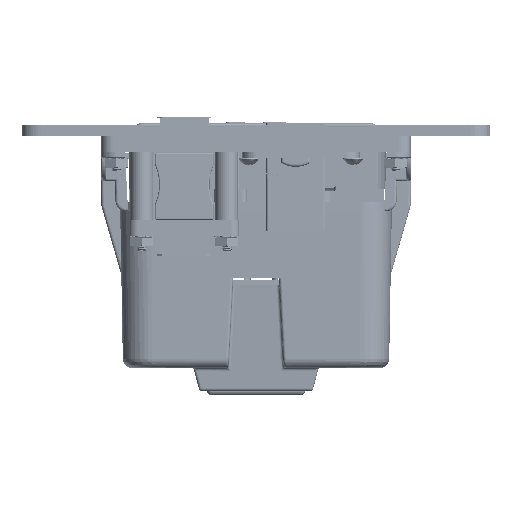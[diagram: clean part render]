
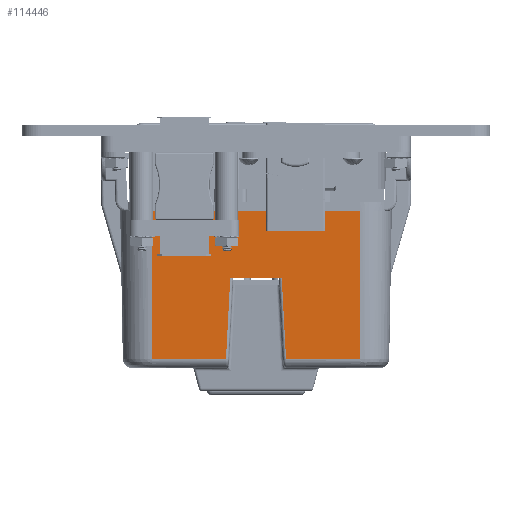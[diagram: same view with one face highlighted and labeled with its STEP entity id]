
A CAD part, front view. The second image highlights one B-rep face of the part: STEP entity #114446.
In plain terms, the highlighted face is planar.
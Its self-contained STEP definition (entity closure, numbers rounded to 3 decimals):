
#11823 = CARTESIAN_POINT ( 'NONE',  ( 23.981, 28.553, -2.54 ) ) ;
#12944 = LINE ( 'NONE', #11823, #25140 ) ;
#13245 = LINE ( 'NONE', #31519, #42782 ) ;
#16142 = ORIENTED_EDGE ( 'NONE', *, *, #171114, .T. ) ;
#16224 = EDGE_CURVE ( 'NONE', #127467, #22492, #140463, .T. ) ;
#22492 = VERTEX_POINT ( 'NONE', #155625 ) ;
#25140 = VECTOR ( 'NONE', #117859, 1000. ) ;
#28246 = ORIENTED_EDGE ( 'NONE', *, *, #128261, .F. ) ;
#31519 = CARTESIAN_POINT ( 'NONE',  ( 23.658, 0., -21.031 ) ) ;
#36753 = EDGE_CURVE ( 'NONE', #100417, #55167, #214646, .T. ) ;
#40741 = VECTOR ( 'NONE', #214450, 1000. ) ;
#41673 = CARTESIAN_POINT ( 'NONE',  ( 23.658, -7.112, -21.031 ) ) ;
#42782 = VECTOR ( 'NONE', #168354, 1000. ) ;
#45601 = ORIENTED_EDGE ( 'NONE', *, *, #134021, .T. ) ;
#50434 = VECTOR ( 'NONE', #200365, 1000. ) ;
#55167 = VERTEX_POINT ( 'NONE', #73275 ) ;
#61866 = VECTOR ( 'NONE', #157484, 1000. ) ;
#62889 = VERTEX_POINT ( 'NONE', #41673 ) ;
#66307 = CARTESIAN_POINT ( 'NONE',  ( 23.981, 28.553, -2.54 ) ) ;
#66438 = CARTESIAN_POINT ( 'NONE',  ( 23.658, 7.112, -21.031 ) ) ;
#73275 = CARTESIAN_POINT ( 'NONE',  ( 23.981, -28.553, -2.54 ) ) ;
#73395 = EDGE_CURVE ( 'NONE', #108893, #222442, #80188, .T. ) ;
#74170 = CARTESIAN_POINT ( 'NONE',  ( 23.271, 28.553, -43.224 ) ) ;
#75256 = DIRECTION ( 'NONE',  ( 1., 0., -0.017 ) ) ;
#76384 = DIRECTION ( 'NONE',  ( -0.017, 0., -1. ) ) ;
#79747 = CARTESIAN_POINT ( 'NONE',  ( 23.981, 0., -2.54 ) ) ;
#80188 = LINE ( 'NONE', #132640, #155659 ) ;
#84249 = DIRECTION ( 'NONE',  ( 0.017, 0.052, 0.998 ) ) ;
#87381 = CARTESIAN_POINT ( 'NONE',  ( 23.271, 8.275, -43.224 ) ) ;
#95750 = FACE_OUTER_BOUND ( 'NONE', #159068, .T. ) ;
#97970 = PLANE ( 'NONE',  #127306 ) ;
#100417 = VERTEX_POINT ( 'NONE', #66307 ) ;
#108893 = VERTEX_POINT ( 'NONE', #66438 ) ;
#109838 = CARTESIAN_POINT ( 'NONE',  ( 23.981, 0., -2.54 ) ) ;
#114446 = ADVANCED_FACE ( 'NONE', ( #95750 ), #97970, .T. ) ;
#115110 = EDGE_CURVE ( 'NONE', #222442, #184851, #193889, .T. ) ;
#117859 = DIRECTION ( 'NONE',  ( 0.017, 0., 1. ) ) ;
#122973 = CARTESIAN_POINT ( 'NONE',  ( 23.659, -7.11, -20.991 ) ) ;
#123818 = CARTESIAN_POINT ( 'NONE',  ( 23.271, 28.553, -43.224 ) ) ;
#124325 = ORIENTED_EDGE ( 'NONE', *, *, #36753, .T. ) ;
#125933 = ORIENTED_EDGE ( 'NONE', *, *, #115110, .T. ) ;
#127306 = AXIS2_PLACEMENT_3D ( 'NONE', #79747, #75256, #76384 ) ;
#127467 = VERTEX_POINT ( 'NONE', #177013 ) ;
#128261 = EDGE_CURVE ( 'NONE', #108893, #62889, #13245, .T. ) ;
#130002 = EDGE_CURVE ( 'NONE', #55167, #127467, #217497, .T. ) ;
#132640 = CARTESIAN_POINT ( 'NONE',  ( 23.271, 8.273, -43.184 ) ) ;
#134021 = EDGE_CURVE ( 'NONE', #184851, #100417, #12944, .T. ) ;
#140463 = LINE ( 'NONE', #162039, #40741 ) ;
#146291 = DIRECTION ( 'NONE',  ( 0., -1., 0. ) ) ;
#149761 = DIRECTION ( 'NONE',  ( -0.017, 0.052, -0.998 ) ) ;
#155495 = VECTOR ( 'NONE', #84249, 1000. ) ;
#155625 = CARTESIAN_POINT ( 'NONE',  ( 23.271, -8.275, -43.224 ) ) ;
#155659 = VECTOR ( 'NONE', #149761, 1000. ) ;
#157484 = DIRECTION ( 'NONE',  ( 0., 1., 0. ) ) ;
#159068 = EDGE_LOOP ( 'NONE', ( #197775, #16142, #28246, #185211, #125933, #45601, #124325, #212306 ) ) ;
#162039 = CARTESIAN_POINT ( 'NONE',  ( 23.271, -7.644, -43.224 ) ) ;
#168354 = DIRECTION ( 'NONE',  ( 0., -1., 0. ) ) ;
#171114 = EDGE_CURVE ( 'NONE', #22492, #62889, #209540, .T. ) ;
#177013 = CARTESIAN_POINT ( 'NONE',  ( 23.271, -28.553, -43.224 ) ) ;
#182156 = CARTESIAN_POINT ( 'NONE',  ( 23.981, -28.553, -2.54 ) ) ;
#184851 = VERTEX_POINT ( 'NONE', #123818 ) ;
#185211 = ORIENTED_EDGE ( 'NONE', *, *, #73395, .T. ) ;
#193889 = LINE ( 'NONE', #74170, #61866 ) ;
#197775 = ORIENTED_EDGE ( 'NONE', *, *, #16224, .T. ) ;
#200365 = DIRECTION ( 'NONE',  ( -0.017, 0., -1. ) ) ;
#209540 = LINE ( 'NONE', #122973, #155495 ) ;
#211486 = VECTOR ( 'NONE', #146291, 1000. ) ;
#212306 = ORIENTED_EDGE ( 'NONE', *, *, #130002, .T. ) ;
#214450 = DIRECTION ( 'NONE',  ( 0., 1., 0. ) ) ;
#214646 = LINE ( 'NONE', #109838, #211486 ) ;
#217497 = LINE ( 'NONE', #182156, #50434 ) ;
#222442 = VERTEX_POINT ( 'NONE', #87381 ) ;
